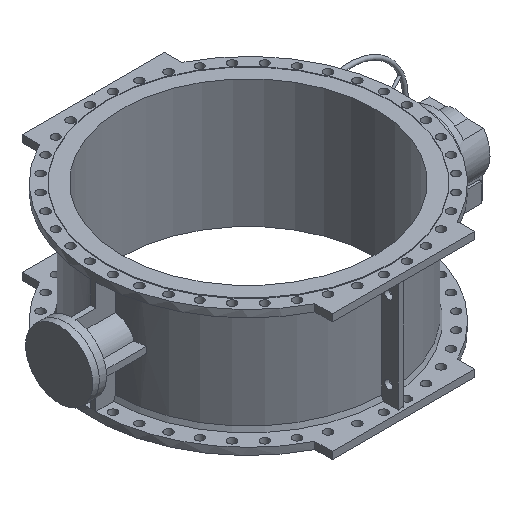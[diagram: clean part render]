
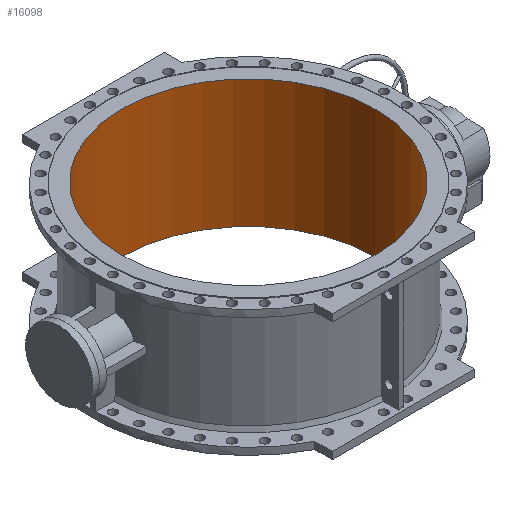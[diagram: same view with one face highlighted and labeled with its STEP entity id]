
A CAD part, isometric view. The second image highlights one B-rep face of the part: STEP entity #16098.
In plain terms, the highlighted cylindrical face has radius 781.5 mm (diameter 1563 mm), a full revolution.
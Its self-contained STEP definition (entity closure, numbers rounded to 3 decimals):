
#887 = EDGE_LOOP ( 'NONE', ( #9660 ) ) ;
#888 = EDGE_LOOP ( 'NONE', ( #9659 ) ) ;
#2221 = EDGE_CURVE ( 'NONE', #8933, #8933, #7337, .T. ) ;
#2223 = EDGE_CURVE ( 'NONE', #8934, #8934, #7343, .T. ) ;
#6199 = DIRECTION ( 'NONE',  ( 1., 0., 0. ) ) ;
#6200 = CARTESIAN_POINT ( 'NONE',  ( 0., 0., 65. ) ) ;
#6201 = DIRECTION ( 'NONE',  ( 0., 0., 1. ) ) ;
#7337 = CIRCLE ( 'NONE', #17938, 781.5 ) ;
#7343 = CIRCLE ( 'NONE', #17939, 781.5 ) ;
#8446 = FACE_OUTER_BOUND ( 'NONE', #888, .T. ) ;
#8451 = FACE_OUTER_BOUND ( 'NONE', #887, .T. ) ;
#8453 = CYLINDRICAL_SURFACE ( 'NONE', #17619, 781.5 ) ;
#8933 = VERTEX_POINT ( 'NONE', #12853 ) ;
#8934 = VERTEX_POINT ( 'NONE', #12854 ) ;
#9659 = ORIENTED_EDGE ( 'NONE', *, *, #2223, .T. ) ;
#9660 = ORIENTED_EDGE ( 'NONE', *, *, #2221, .T. ) ;
#12853 = CARTESIAN_POINT ( 'NONE',  ( 781.5, 0., 395. ) ) ;
#12854 = CARTESIAN_POINT ( 'NONE',  ( 781.5, 0., -395. ) ) ;
#13675 = CARTESIAN_POINT ( 'NONE',  ( 0., 0., 395. ) ) ;
#13676 = DIRECTION ( 'NONE',  ( 0., 0., 1. ) ) ;
#13677 = DIRECTION ( 'NONE',  ( 1., 0., 0. ) ) ;
#13680 = CARTESIAN_POINT ( 'NONE',  ( 0., 0., -395. ) ) ;
#13681 = DIRECTION ( 'NONE',  ( 0., 0., -1. ) ) ;
#13682 = DIRECTION ( 'NONE',  ( 1., 0., 0. ) ) ;
#16098 = ADVANCED_FACE ( 'NONE', ( #8446, #8451 ), #8453, .F. ) ;
#17619 = AXIS2_PLACEMENT_3D ( 'NONE', #6200, #6201, #6199 ) ;
#17938 = AXIS2_PLACEMENT_3D ( 'NONE', #13675, #13676, #13677 ) ;
#17939 = AXIS2_PLACEMENT_3D ( 'NONE', #13680, #13681, #13682 ) ;
